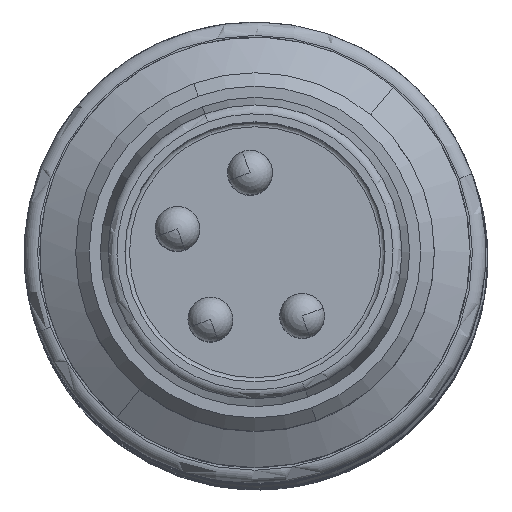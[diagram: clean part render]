
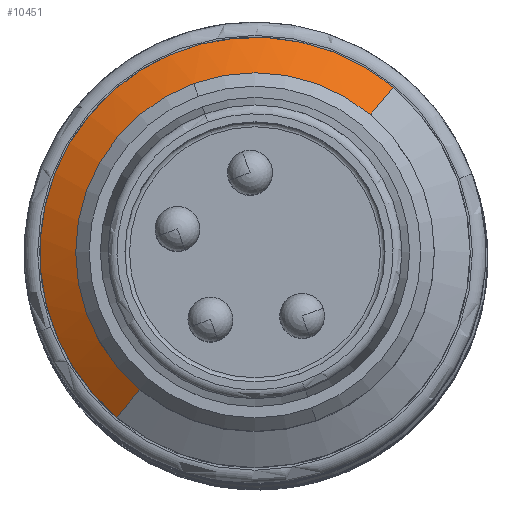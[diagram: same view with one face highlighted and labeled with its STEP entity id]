
A CAD part, top view. The second image highlights one B-rep face of the part: STEP entity #10451.
In plain terms, the highlighted conical face has half-angle 60 degrees and reference radius 4 mm.
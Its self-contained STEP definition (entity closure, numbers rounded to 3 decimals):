
#10194=AXIS2_PLACEMENT_3D('Circle Axis2P3D',#10192,#10193,$) ;
#10423=AXIS2_PLACEMENT_3D('Cone Axis2P3D',#10420,#10421,#10422) ;
#8541=CARTESIAN_POINT('Vertex',(2.064,1.473,109.138)) ;
#8545=CARTESIAN_POINT('Control Point',(2.064,1.473,109.138)) ;
#8546=CARTESIAN_POINT('Control Point',(1.487,1.957,109.138)) ;
#8547=CARTESIAN_POINT('Control Point',(1.004,2.556,109.138)) ;
#8548=CARTESIAN_POINT('Control Point',(0.647,3.242,109.138)) ;
#8549=CARTESIAN_POINT('Control Point',(0.22,4.719,109.138)) ;
#8550=CARTESIAN_POINT('Control Point',(0.384,6.247,109.138)) ;
#8551=CARTESIAN_POINT('Control Point',(0.617,6.985,109.138)) ;
#8552=CARTESIAN_POINT('Control Point',(1.359,8.33,109.138)) ;
#8553=CARTESIAN_POINT('Control Point',(2.555,9.295,109.138)) ;
#8554=CARTESIAN_POINT('Control Point',(3.242,9.653,109.138)) ;
#8555=CARTESIAN_POINT('Control Point',(4.718,10.079,109.138)) ;
#8556=CARTESIAN_POINT('Control Point',(6.246,9.916,109.138)) ;
#8557=CARTESIAN_POINT('Control Point',(6.985,9.683,109.138)) ;
#8558=CARTESIAN_POINT('Control Point',(7.657,9.312,109.138)) ;
#8559=CARTESIAN_POINT('Control Point',(8.235,8.827,109.138)) ;
#8560=CARTESIAN_POINT('Vertex',(8.235,8.827,109.138)) ;
#10156=CARTESIAN_POINT('Vertex',(3.782,8.909,109.6)) ;
#10173=CARTESIAN_POINT('Vertex',(7.721,8.214,109.6)) ;
#10177=CARTESIAN_POINT('Control Point',(3.782,8.909,109.6)) ;
#10178=CARTESIAN_POINT('Control Point',(4.766,9.267,109.6)) ;
#10179=CARTESIAN_POINT('Control Point',(5.878,9.281,109.6)) ;
#10180=CARTESIAN_POINT('Control Point',(6.919,8.887,109.6)) ;
#10181=CARTESIAN_POINT('Control Point',(7.721,8.214,109.6)) ;
#10192=CARTESIAN_POINT('Axis2P3D Location',(5.15,5.15,109.6)) ;
#10196=CARTESIAN_POINT('Vertex',(2.578,2.086,109.6)) ;
#10420=CARTESIAN_POINT('Axis2P3D Location',(5.15,5.15,109.6)) ;
#10425=CARTESIAN_POINT('Line Origine',(2783358.519,3317076.346,-2499889.25)) ;
#10430=CARTESIAN_POINT('Line Origine',(-2783348.219,-3317066.046,-2499889.25)) ;
#10193=DIRECTION('Axis2P3D Direction',(0.,0.,-1.)) ;
#10421=DIRECTION('Axis2P3D Direction',(0.,0.,-1.)) ;
#10422=DIRECTION('Axis2P3D XDirection',(-0.643,-0.766,0.)) ;
#10426=DIRECTION('Vector Direction',(0.557,0.663,-0.5)) ;
#10431=DIRECTION('Vector Direction',(-0.557,-0.663,-0.5)) ;
#10427=VECTOR('Line Direction',#10426,1.) ;
#10432=VECTOR('Line Direction',#10431,1.) ;
#10445=ORIENTED_EDGE('',*,*,#10434,.T.) ;
#10446=ORIENTED_EDGE('',*,*,#10198,.T.) ;
#10447=ORIENTED_EDGE('',*,*,#10182,.T.) ;
#10448=ORIENTED_EDGE('',*,*,#10429,.T.) ;
#10449=ORIENTED_EDGE('',*,*,#8562,.F.) ;
#10451=ADVANCED_FACE('Hauptk\X2\00F6\X0\rper',(#10450),#10424,.T.) ;
#8544=B_SPLINE_CURVE_WITH_KNOTS('',5,(#8545,#8546,#8547,#8548,#8549,#8550,#8551,#8552,#8553,#8554,#8555,#8556,#8557,#8558,#8559),.UNSPECIFIED.,.F.,.U.,(6,3,3,3,6),(-7.54,-3.77,0.,3.77,7.54),.UNSPECIFIED.) ;
#10176=B_SPLINE_CURVE_WITH_KNOTS('',4,(#10177,#10178,#10179,#10180,#10181),.UNSPECIFIED.,.F.,.U.,(5,5),(-6.283,-2.094),.UNSPECIFIED.) ;
#10195=CIRCLE('generated circle',#10194,4.) ;
#10424=CONICAL_SURFACE('Cone',#10423,4.,1.047) ;
#8562=EDGE_CURVE('',#8542,#8561,#8544,.T.) ;
#10182=EDGE_CURVE('',#10157,#10174,#10176,.T.) ;
#10198=EDGE_CURVE('',#10197,#10157,#10195,.T.) ;
#10429=EDGE_CURVE('',#10174,#8561,#10428,.T.) ;
#10434=EDGE_CURVE('',#8542,#10197,#10433,.F.) ;
#10444=EDGE_LOOP('',(#10445,#10446,#10447,#10448,#10449)) ;
#10450=FACE_OUTER_BOUND('',#10444,.T.) ;
#10428=LINE('Line',#10425,#10427) ;
#10433=LINE('Line',#10430,#10432) ;
#8542=VERTEX_POINT('',#8541) ;
#8561=VERTEX_POINT('',#8560) ;
#10157=VERTEX_POINT('',#10156) ;
#10174=VERTEX_POINT('',#10173) ;
#10197=VERTEX_POINT('',#10196) ;
